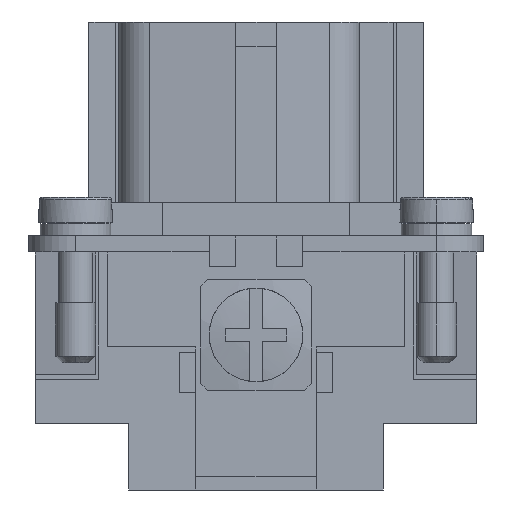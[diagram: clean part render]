
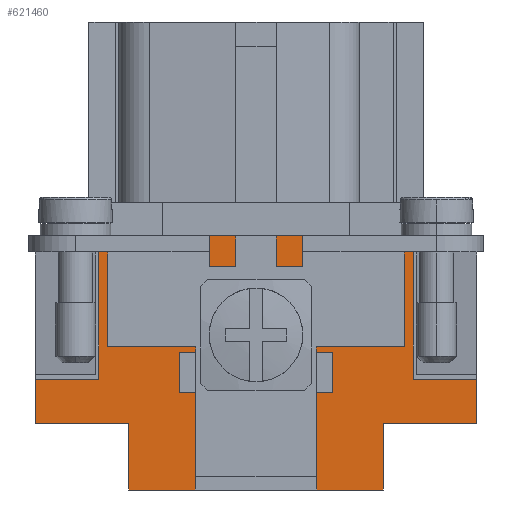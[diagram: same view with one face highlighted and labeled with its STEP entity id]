
A CAD part, left-side view. The second image highlights one B-rep face of the part: STEP entity #621460.
In plain terms, the highlighted planar face has unit normal (-1, 0, 0).
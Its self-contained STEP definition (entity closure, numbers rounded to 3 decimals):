
#247260=CARTESIAN_POINT('',(-31.6,-4.55,3.5));
#247270=DIRECTION('',(0.,0.,-1.));
#247280=VECTOR('',#247270,3.5);
#247290=LINE('',#247260,#247280);
#247300=CARTESIAN_POINT('',(-31.6,-4.55,3.5));
#247310=VERTEX_POINT('',#247300);
#247320=CARTESIAN_POINT('',(-31.6,-4.55,0.));
#247330=VERTEX_POINT('',#247320);
#247340=EDGE_CURVE('',#247310,#247330,#247290,.T.);
#248750=CARTESIAN_POINT('',(-31.6,16.5,5.));
#248760=VERTEX_POINT('',#248750);
#248790=CARTESIAN_POINT('',(-31.6,16.5,5.));
#248800=DIRECTION('',(0.,-1.,0.));
#248810=VECTOR('',#248800,7.);
#248820=LINE('',#248790,#248810);
#248830=CARTESIAN_POINT('',(-31.6,9.5,5.));
#248840=VERTEX_POINT('',#248830);
#248850=EDGE_CURVE('',#248760,#248840,#248820,.T.);
#249710=CARTESIAN_POINT('',(-31.6,9.5,5.));
#249720=DIRECTION('',(0.,0.,-1.));
#249730=VECTOR('',#249720,5.);
#249740=LINE('',#249710,#249730);
#249750=CARTESIAN_POINT('',(-31.6,9.5,0.));
#249760=VERTEX_POINT('',#249750);
#249770=EDGE_CURVE('',#248840,#249760,#249740,.T.);
#249970=CARTESIAN_POINT('',(-31.6,4.55,0.));
#249980=DIRECTION('',(0.,1.,0.));
#249990=VECTOR('',#249980,4.95);
#250000=LINE('',#249970,#249990);
#250010=CARTESIAN_POINT('',(-31.6,4.55,0.));
#250020=VERTEX_POINT('',#250010);
#250030=EDGE_CURVE('',#250020,#249760,#250000,.T.);
#250340=CARTESIAN_POINT('',(-31.6,-9.5,0.));
#250350=DIRECTION('',(0.,1.,0.));
#250360=VECTOR('',#250350,4.95);
#250370=LINE('',#250340,#250360);
#250380=CARTESIAN_POINT('',(-31.6,-9.5,0.));
#250390=VERTEX_POINT('',#250380);
#250400=EDGE_CURVE('',#250390,#247330,#250370,.T.);
#499170=CARTESIAN_POINT('',(-31.6,-9.5,5.));
#499180=VERTEX_POINT('',#499170);
#499230=CARTESIAN_POINT('',(-31.6,-9.5,5.));
#499240=DIRECTION('',(0.,-1.,0.));
#499250=VECTOR('',#499240,7.);
#499260=LINE('',#499230,#499250);
#499270=CARTESIAN_POINT('',(-31.6,-16.5,5.));
#499280=VERTEX_POINT('',#499270);
#499290=EDGE_CURVE('',#499180,#499280,#499260,.T.);
#499680=CARTESIAN_POINT('',(-31.6,4.55,3.5));
#499690=VERTEX_POINT('',#499680);
#499720=CARTESIAN_POINT('',(-31.6,4.55,3.5));
#499730=DIRECTION('',(0.,-1.,0.));
#499740=VECTOR('',#499730,9.1);
#499750=LINE('',#499720,#499740);
#499760=EDGE_CURVE('',#499690,#247310,#499750,.T.);
#515250=CARTESIAN_POINT('',(-31.6,-11.75,19.));
#515260=VERTEX_POINT('',#515250);
#515290=CARTESIAN_POINT('',(-31.6,-11.75,19.));
#515300=DIRECTION('',(0.,1.,0.));
#515310=VECTOR('',#515300,23.5);
#515320=LINE('',#515290,#515310);
#515330=CARTESIAN_POINT('',(-31.6,11.75,19.));
#515340=VERTEX_POINT('',#515330);
#515350=EDGE_CURVE('',#515260,#515340,#515320,.T.);
#563820=CARTESIAN_POINT('',(-31.6,11.75,19.));
#563830=DIRECTION('',(0.,0.,-1.));
#563840=VECTOR('',#563830,10.7);
#563850=LINE('',#563820,#563840);
#563860=CARTESIAN_POINT('',(-31.6,11.75,8.3));
#563870=VERTEX_POINT('',#563860);
#563880=EDGE_CURVE('',#515340,#563870,#563850,.T.);
#564330=CARTESIAN_POINT('',(-31.6,16.5,8.3));
#564340=VERTEX_POINT('',#564330);
#564390=CARTESIAN_POINT('',(-31.6,11.75,8.3));
#564400=DIRECTION('',(0.,1.,0.));
#564410=VECTOR('',#564400,4.75);
#564420=LINE('',#564390,#564410);
#564430=EDGE_CURVE('',#563870,#564340,#564420,.T.);
#566170=CARTESIAN_POINT('',(-31.6,-11.75,8.3));
#566180=DIRECTION('',(0.,0.,1.));
#566190=VECTOR('',#566180,10.7);
#566200=LINE('',#566170,#566190);
#566210=CARTESIAN_POINT('',(-31.6,-11.75,8.3));
#566220=VERTEX_POINT('',#566210);
#566230=EDGE_CURVE('',#566220,#515260,#566200,.T.);
#566470=CARTESIAN_POINT('',(-31.6,-16.5,8.3));
#566480=VERTEX_POINT('',#566470);
#566510=CARTESIAN_POINT('',(-31.6,-16.5,8.3));
#566520=DIRECTION('',(0.,1.,0.));
#566530=VECTOR('',#566520,4.75);
#566540=LINE('',#566510,#566530);
#566550=EDGE_CURVE('',#566480,#566220,#566540,.T.);
#566650=CARTESIAN_POINT('',(-31.6,16.5,5.));
#566660=DIRECTION('',(0.,0.,1.));
#566670=VECTOR('',#566660,3.3);
#566680=LINE('',#566650,#566670);
#566690=EDGE_CURVE('',#248760,#564340,#566680,.T.);
#567600=CARTESIAN_POINT('',(-31.6,-16.5,5.));
#567610=DIRECTION('',(0.,0.,1.));
#567620=VECTOR('',#567610,3.3);
#567630=LINE('',#567600,#567620);
#567640=EDGE_CURVE('',#499280,#566480,#567630,.T.);
#621130=CARTESIAN_POINT('',(-31.6,-16.5,0.));
#621140=DIRECTION('',(-1.,0.,0.));
#621150=DIRECTION('',(0.,0.,1.));
#621160=AXIS2_PLACEMENT_3D('',#621130,#621140,#621150);
#621170=PLANE('',#621160);
#621180=ORIENTED_EDGE('',*,*,#563880,.T.);
#621190=ORIENTED_EDGE('',*,*,#515350,.T.);
#621200=ORIENTED_EDGE('',*,*,#566230,.T.);
#621210=ORIENTED_EDGE('',*,*,#566550,.T.);
#621220=ORIENTED_EDGE('',*,*,#567640,.T.);
#621230=ORIENTED_EDGE('',*,*,#499290,.T.);
#621240=CARTESIAN_POINT('',(-31.6,-9.5,0.));
#621250=DIRECTION('',(0.,0.,1.));
#621260=VECTOR('',#621250,5.);
#621270=LINE('',#621240,#621260);
#621280=EDGE_CURVE('',#250390,#499180,#621270,.T.);
#621290=ORIENTED_EDGE('',*,*,#621280,.T.);
#621300=ORIENTED_EDGE('',*,*,#250400,.F.);
#621310=ORIENTED_EDGE('',*,*,#247340,.T.);
#621320=ORIENTED_EDGE('',*,*,#499760,.T.);
#621330=CARTESIAN_POINT('',(-31.6,4.55,0.));
#621340=DIRECTION('',(0.,0.,1.));
#621350=VECTOR('',#621340,3.5);
#621360=LINE('',#621330,#621350);
#621370=EDGE_CURVE('',#250020,#499690,#621360,.T.);
#621380=ORIENTED_EDGE('',*,*,#621370,.T.);
#621390=ORIENTED_EDGE('',*,*,#250030,.F.);
#621400=ORIENTED_EDGE('',*,*,#249770,.T.);
#621410=ORIENTED_EDGE('',*,*,#248850,.T.);
#621420=ORIENTED_EDGE('',*,*,#566690,.F.);
#621430=ORIENTED_EDGE('',*,*,#564430,.T.);
#621440=EDGE_LOOP('',(#621430,#621420,#621410,#621400,#621390,#621380,
#621320,#621310,#621300,#621290,#621230,#621220,#621210,#621200,#621190,
#621180));
#621450=FACE_OUTER_BOUND('',#621440,.T.);
#621460=ADVANCED_FACE('',(#621450),#621170,.T.);
